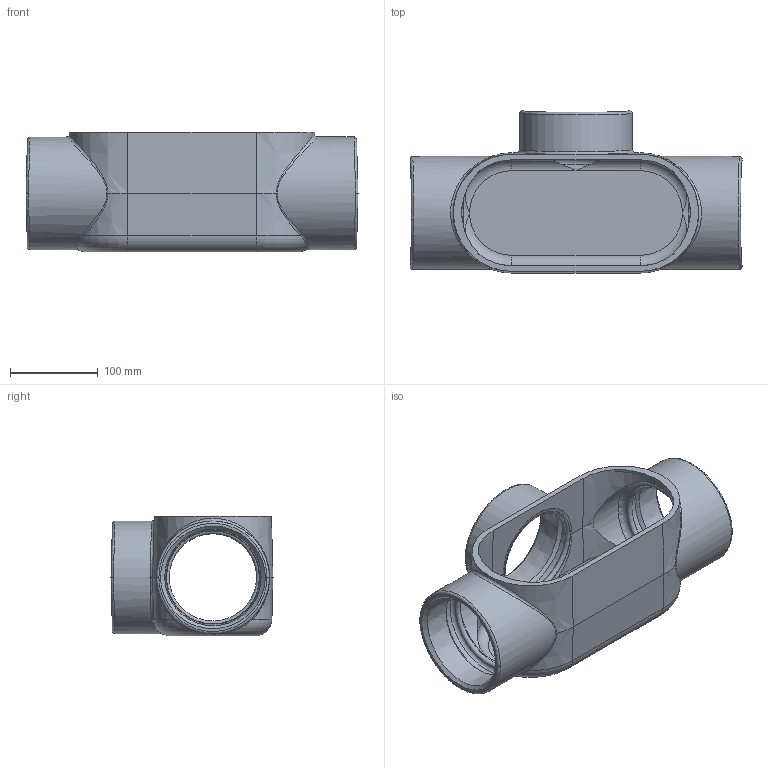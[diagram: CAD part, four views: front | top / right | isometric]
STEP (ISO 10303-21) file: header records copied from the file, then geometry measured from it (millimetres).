
FILE_DESCRIPTION(/* description */ (''),/* implementation_level */ '2;1');
FILE_NAME(/* name */ 'KIL_T107.stp',/* time_stamp */ '2019-02-13T15:03:05+06:00',/* author */ ('avenkatesan'),/* organization */ (''),/* preprocessor_version */ 'ST-DEVELOPER v17',/* originating_system */ 'Autodesk Inventor 2018',/* authorisation */ '');
FILE_SCHEMA (('AUTOMOTIVE_DESIGN { 1 0 10303 214 3 1 1 }'));
Length unit declared in the file: inch
Products named in the file (1): 17745
Bounding box: 378.31 x 184.63 x 136.53 mm (x, y, z)
Volume: 1129123.6 mm3; surface area: 326950.3 mm2
Topology: 1 solids, 1 shells, 114 faces, 302 edges, 192 vertices
Faces by surface type: plane 34, cone 25, cylinder 22, bspline 18, torus 15
Full cylindrical faces by diameter (mm): 114.579 x3, 128.575 x3
Entity records: 8990 total; most frequent: CARTESIAN_POINT 6114, DIRECTION 610, ORIENTED_EDGE 604, EDGE_CURVE 302, AXIS2_PLACEMENT_3D 263, VERTEX_POINT 192, CIRCLE 122, EDGE_LOOP 122
